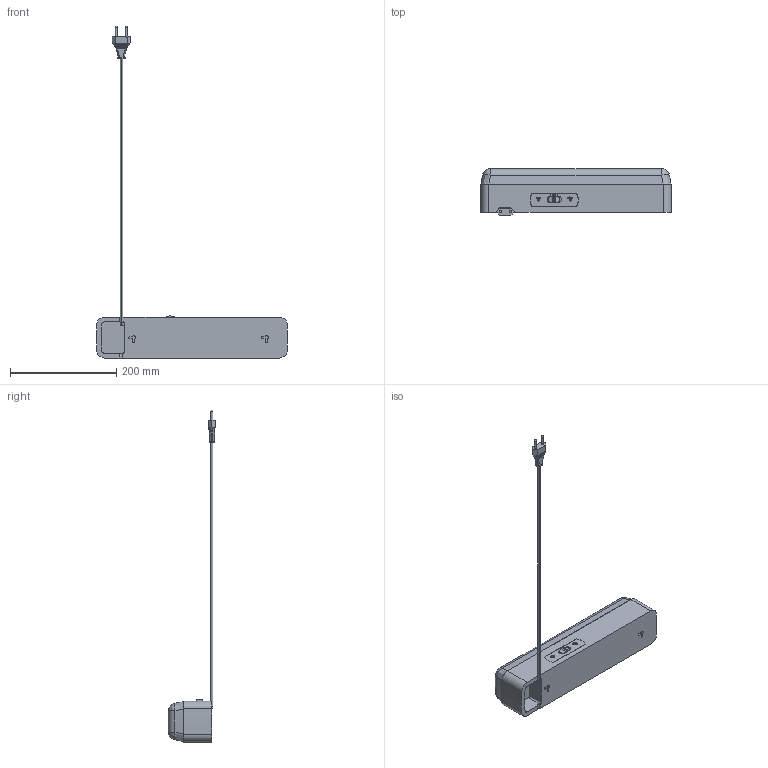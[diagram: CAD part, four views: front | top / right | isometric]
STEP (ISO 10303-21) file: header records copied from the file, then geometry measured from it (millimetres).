
FILE_DESCRIPTION (( 'STEP AP203' ), '1' );
FILE_NAME ('LDBA0-3928-100-K01 Ñâåòèëüíèê ÄÁÀ 3928 àêêóìóëÿòîð, 4÷, 100LED, IEK.STEP', '2017-08-30T13:18:26', ( '' ), ( '' ), 'SwSTEP 2.0', 'SolidWorks 2014', '' );
FILE_SCHEMA (( 'CONFIG_CONTROL_DESIGN' ));
Length unit declared in the file: millimetre
Products named in the file (1): LDBA0-3928-100-K01 Ñâåòèëüíèê ÄÁÀ 3928 àêêóìóëÿòîð, 4÷, 100LED, IEK
Bounding box: 359.87 x 88.99 x 624.99 mm (x, y, z)
Volume: 1543967.3 mm3; surface area: 192350.4 mm2
Topology: 1 solids, 1 shells, 620 faces, 1555 edges, 936 vertices
Faces by surface type: plane 215, bspline 209, cylinder 124, sphere 64, torus 6, cone 2
Full cylindrical faces by diameter (mm): 3.6 x2, 4 x4
Entity records: 26024 total; most frequent: CARTESIAN_POINT 12989, ORIENTED_EDGE 2942, DIRECTION 2223, EDGE_CURVE 1471, VERTEX_POINT 902, AXIS2_PLACEMENT_3D 756, VECTOR 711, LINE 711
